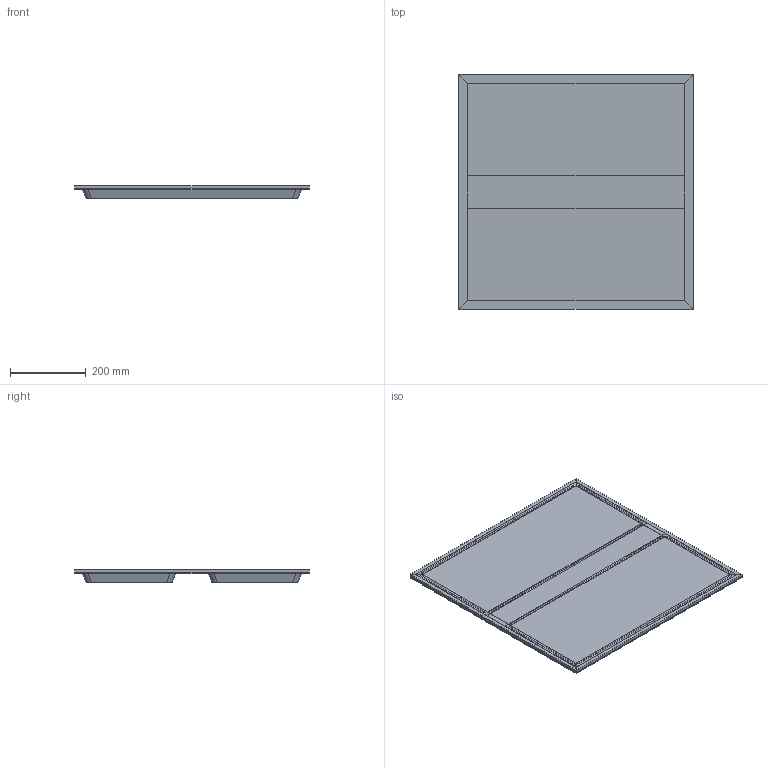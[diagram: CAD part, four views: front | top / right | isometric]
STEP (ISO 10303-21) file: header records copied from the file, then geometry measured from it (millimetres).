
FILE_DESCRIPTION (( 'STEP AP214' ), '1' );
FILE_NAME ('PL_PROT_625.STEP', '2023-08-07T11:17:52', ( '' ), ( '' ), 'SwSTEP 2.0', 'SolidWorks 2022', '' );
FILE_SCHEMA (( 'AUTOMOTIVE_DESIGN' ));
Length unit declared in the file: millimetre
Products named in the file (1): PL_PROT_625
Bounding box: 620 x 620 x 33.88 mm (x, y, z)
Volume: 1101262.7 mm3; surface area: 1730247.7 mm2
Topology: 9 solids, 9 shells, 148 faces, 368 edges, 244 vertices
Faces by surface type: plane 116, cylinder 32
Entity records: 6050 total; most frequent: CARTESIAN_POINT 905, ORIENTED_EDGE 736, DIRECTION 634, EDGE_CURVE 368, VECTOR 304, LINE 304, VERTEX_POINT 244, AXIS2_PLACEMENT_3D 165
